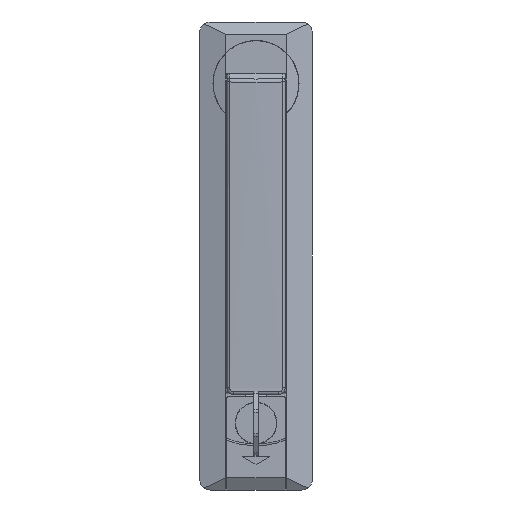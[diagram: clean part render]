
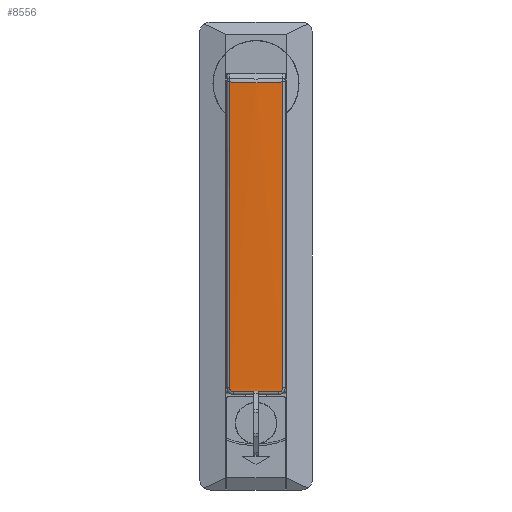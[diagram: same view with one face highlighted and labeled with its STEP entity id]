
A CAD part, front view. The second image highlights one B-rep face of the part: STEP entity #8556.
In plain terms, the highlighted free-form (B-spline) face has degree [1, 2] with [2, 3] control points.
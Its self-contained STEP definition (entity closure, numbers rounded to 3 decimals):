
#7729=CARTESIAN_POINT('',(9.916,-5.672,0.581));
#7730=VERTEX_POINT('',#7729);
#7842=CARTESIAN_POINT('',(-9.916,-5.672,0.581));
#7843=VERTEX_POINT('',#7842);
#7844=CARTESIAN_POINT('',(9.916,-5.672,0.581));
#7845=CARTESIAN_POINT('',(0.,-6.329,-0.068));
#7846=CARTESIAN_POINT('',(-9.916,-5.672,0.581));
#7854=(BOUNDED_CURVE()B_SPLINE_CURVE(2,(#7844,#7845,#7846),.UNSPECIFIED.,.F.,.U.)CURVE()GEOMETRIC_REPRESENTATION_ITEM()QUASI_UNIFORM_CURVE()RATIONAL_B_SPLINE_CURVE((1.0,0.998,1.0))REPRESENTATION_ITEM(''));
#7855=EDGE_CURVE('',#7730,#7843,#7854,.T.);
#8102=CARTESIAN_POINT('',(9.916,-5.672,-113.844));
#8103=VERTEX_POINT('',#8102);
#8104=CARTESIAN_POINT('',(9.916,-5.672,-113.844));
#8105=CARTESIAN_POINT('',(9.916,-5.672,0.581));
#8106=QUASI_UNIFORM_CURVE('',1,(#8104,#8105),.UNSPECIFIED.,.F.,.U.);
#8107=EDGE_CURVE('',#8103,#7730,#8106,.T.);
#8464=CARTESIAN_POINT('',(-10.903,-5.603,3.479));
#8465=CARTESIAN_POINT('',(-10.903,-5.603,-118.33));
#8466=CARTESIAN_POINT('',(0.001,-6.398,3.479));
#8467=CARTESIAN_POINT('',(0.001,-6.398,-118.33));
#8468=CARTESIAN_POINT('',(10.905,-5.603,3.479));
#8469=CARTESIAN_POINT('',(10.905,-5.603,-118.33));
#8477=(BOUNDED_SURFACE()B_SPLINE_SURFACE(1,2,((#8464,#8466,#8468),(#8465,#8467,#8469)),.UNSPECIFIED.,.F.,.F.,.U.)B_SPLINE_SURFACE_WITH_KNOTS((2,2),(3,3),(0.0,121.809),(0.0,21.837),.UNSPECIFIED.)GEOMETRIC_REPRESENTATION_ITEM()RATIONAL_B_SPLINE_SURFACE(((0.999,0.995,0.997),(0.999,0.995,0.997)))REPRESENTATION_ITEM('')SURFACE());
#8478=ORIENTED_EDGE('',*,*,#8107,.T.);
#8479=ORIENTED_EDGE('',*,*,#7855,.T.);
#8480=CARTESIAN_POINT('',(-9.916,-5.672,-113.844));
#8481=VERTEX_POINT('',#8480);
#8482=CARTESIAN_POINT('',(-9.916,-5.672,0.581));
#8483=CARTESIAN_POINT('',(-9.916,-5.672,-113.844));
#8484=QUASI_UNIFORM_CURVE('',1,(#8482,#8483),.UNSPECIFIED.,.F.,.U.);
#8485=EDGE_CURVE('',#7843,#8481,#8484,.T.);
#8486=ORIENTED_EDGE('',*,*,#8485,.T.);
#8487=CARTESIAN_POINT('',(-8.406,-5.764,-115.349));
#8488=VERTEX_POINT('',#8487);
#8489=CARTESIAN_POINT('',(-9.916,-5.672,-113.844));
#8490=CARTESIAN_POINT('',(-9.916,-5.672,-113.943));
#8491=CARTESIAN_POINT('',(-9.906,-5.673,-114.041));
#8492=CARTESIAN_POINT('',(-9.877,-5.674,-114.186));
#8493=CARTESIAN_POINT('',(-9.865,-5.675,-114.233));
#8494=CARTESIAN_POINT('',(-9.836,-5.677,-114.328));
#8495=CARTESIAN_POINT('',(-9.819,-5.678,-114.375));
#8496=CARTESIAN_POINT('',(-9.762,-5.682,-114.512));
#8497=CARTESIAN_POINT('',(-9.716,-5.685,-114.598));
#8498=CARTESIAN_POINT('',(-9.633,-5.69,-114.721));
#8499=CARTESIAN_POINT('',(-9.604,-5.692,-114.761));
#8500=CARTESIAN_POINT('',(-9.54,-5.696,-114.837));
#8501=CARTESIAN_POINT('',(-9.507,-5.698,-114.874));
#8502=CARTESIAN_POINT('',(-9.403,-5.705,-114.977));
#8503=CARTESIAN_POINT('',(-9.327,-5.71,-115.04));
#8504=CARTESIAN_POINT('',(-9.203,-5.717,-115.122));
#8505=CARTESIAN_POINT('',(-9.16,-5.72,-115.147));
#8506=CARTESIAN_POINT('',(-9.073,-5.725,-115.194));
#8507=CARTESIAN_POINT('',(-8.984,-5.731,-115.236));
#8508=CARTESIAN_POINT('',(-8.892,-5.736,-115.269));
#8509=CARTESIAN_POINT('',(-8.798,-5.742,-115.297));
#8510=CARTESIAN_POINT('',(-8.75,-5.745,-115.31));
#8511=CARTESIAN_POINT('',(-8.604,-5.753,-115.339));
#8512=CARTESIAN_POINT('',(-8.505,-5.759,-115.349));
#8513=CARTESIAN_POINT('',(-8.406,-5.764,-115.349));
#8514=B_SPLINE_CURVE_WITH_KNOTS('',3,(#8489,#8490,#8491,#8492,#8493,#8494,#8495,#8496,#8497,#8498,#8499,#8500,#8501,#8502,#8503,#8504,#8505,#8506,#8507,#8508,#8509,#8510,#8511,#8512,#8513),.UNSPECIFIED.,.F.,.U.,(4,2,2,2,2,2,2,2,2,1,2,2,4),(0.0,0.125,0.188,0.25,0.375,0.438,0.5,0.625,0.688,0.75,0.813,0.875,1.0),.UNSPECIFIED.);
#8515=EDGE_CURVE('',#8481,#8488,#8514,.T.);
#8516=ORIENTED_EDGE('',*,*,#8515,.T.);
#8517=CARTESIAN_POINT('',(8.406,-5.764,-115.349));
#8518=VERTEX_POINT('',#8517);
#8519=CARTESIAN_POINT('',(-8.406,-5.764,-115.349));
#8520=CARTESIAN_POINT('',(-2.808,-6.079,-115.362));
#8521=CARTESIAN_POINT('',(2.808,-6.079,-115.362));
#8522=CARTESIAN_POINT('',(8.406,-5.764,-115.349));
#8523=B_SPLINE_CURVE_WITH_KNOTS('',3,(#8519,#8520,#8521,#8522),.UNSPECIFIED.,.F.,.U.,(4,4),(0.,16.821),.UNSPECIFIED.);
#8524=EDGE_CURVE('',#8488,#8518,#8523,.T.);
#8525=ORIENTED_EDGE('',*,*,#8524,.T.);
#8526=CARTESIAN_POINT('',(8.406,-5.764,-115.349));
#8527=CARTESIAN_POINT('',(8.505,-5.759,-115.349));
#8528=CARTESIAN_POINT('',(8.603,-5.753,-115.339));
#8529=CARTESIAN_POINT('',(8.747,-5.745,-115.31));
#8530=CARTESIAN_POINT('',(8.795,-5.742,-115.298));
#8531=CARTESIAN_POINT('',(8.89,-5.736,-115.27));
#8532=CARTESIAN_POINT('',(8.937,-5.734,-115.253));
#8533=CARTESIAN_POINT('',(9.074,-5.725,-115.196));
#8534=CARTESIAN_POINT('',(9.16,-5.72,-115.15));
#8535=CARTESIAN_POINT('',(9.283,-5.712,-115.069));
#8536=CARTESIAN_POINT('',(9.323,-5.71,-115.039));
#8537=CARTESIAN_POINT('',(9.4,-5.705,-114.977));
#8538=CARTESIAN_POINT('',(9.437,-5.703,-114.944));
#8539=CARTESIAN_POINT('',(9.541,-5.696,-114.84));
#8540=CARTESIAN_POINT('',(9.604,-5.692,-114.764));
#8541=CARTESIAN_POINT('',(9.687,-5.687,-114.641));
#8542=CARTESIAN_POINT('',(9.713,-5.685,-114.598));
#8543=CARTESIAN_POINT('',(9.76,-5.682,-114.511));
#8544=CARTESIAN_POINT('',(9.802,-5.679,-114.423));
#8545=CARTESIAN_POINT('',(9.836,-5.677,-114.33));
#8546=CARTESIAN_POINT('',(9.864,-5.675,-114.236));
#8547=CARTESIAN_POINT('',(9.877,-5.674,-114.188));
#8548=CARTESIAN_POINT('',(9.906,-5.673,-114.042));
#8549=CARTESIAN_POINT('',(9.916,-5.672,-113.943));
#8550=CARTESIAN_POINT('',(9.916,-5.672,-113.844));
#8551=B_SPLINE_CURVE_WITH_KNOTS('',3,(#8526,#8527,#8528,#8529,#8530,#8531,#8532,#8533,#8534,#8535,#8536,#8537,#8538,#8539,#8540,#8541,#8542,#8543,#8544,#8545,#8546,#8547,#8548,#8549,#8550),.UNSPECIFIED.,.F.,.U.,(4,2,2,2,2,2,2,2,2,1,2,2,4),(0.0,0.125,0.188,0.25,0.375,0.438,0.5,0.625,0.688,0.75,0.813,0.875,1.0),.UNSPECIFIED.);
#8552=EDGE_CURVE('',#8518,#8103,#8551,.T.);
#8553=ORIENTED_EDGE('',*,*,#8552,.T.);
#8554=EDGE_LOOP('',(#8478,#8479,#8486,#8516,#8525,#8553));
#8555=FACE_OUTER_BOUND('',#8554,.T.);
#8556=ADVANCED_FACE('',(#8555),#8477,.T.);
